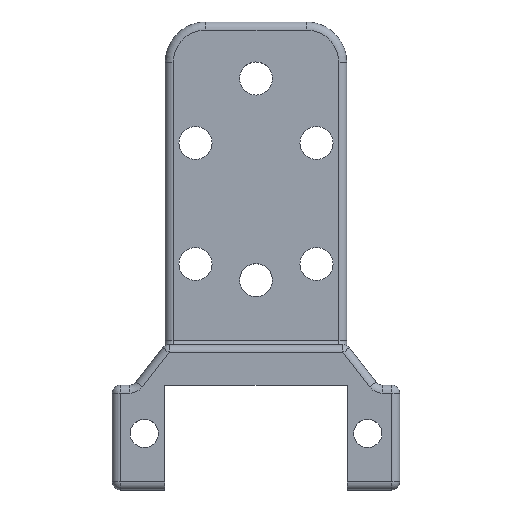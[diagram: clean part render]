
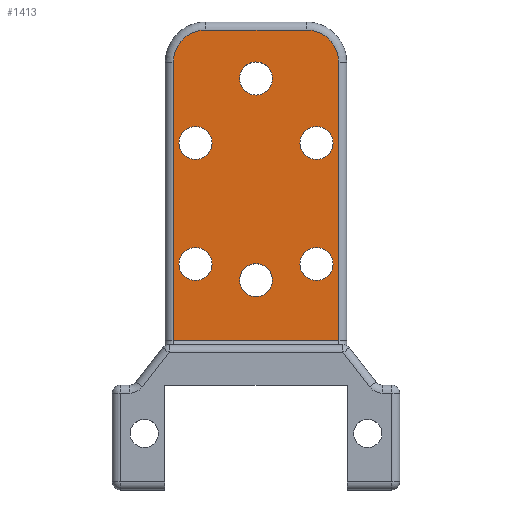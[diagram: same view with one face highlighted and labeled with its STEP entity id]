
A CAD part, top view. The second image highlights one B-rep face of the part: STEP entity #1413.
In plain terms, the highlighted planar face has unit normal (0, 0, 1).
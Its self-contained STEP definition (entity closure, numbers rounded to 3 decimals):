
#23=FACE_BOUND('',#255,.T.);
#24=FACE_BOUND('',#256,.T.);
#25=FACE_BOUND('',#257,.T.);
#26=FACE_BOUND('',#258,.T.);
#27=FACE_BOUND('',#259,.T.);
#28=FACE_BOUND('',#260,.T.);
#48=PLANE('',#1602);
#167=FACE_OUTER_BOUND('',#254,.T.);
#254=EDGE_LOOP('',(#1196,#1197,#1198,#1199,#1200,#1201));
#255=EDGE_LOOP('',(#1202));
#256=EDGE_LOOP('',(#1203));
#257=EDGE_LOOP('',(#1204));
#258=EDGE_LOOP('',(#1205));
#259=EDGE_LOOP('',(#1206));
#260=EDGE_LOOP('',(#1207));
#350=LINE('',#2635,#439);
#352=LINE('',#2647,#441);
#354=LINE('',#2659,#443);
#355=LINE('',#2664,#444);
#439=VECTOR('',#1965,10.);
#441=VECTOR('',#1979,10.);
#443=VECTOR('',#1993,10.);
#444=VECTOR('',#2002,10.);
#461=CIRCLE('',#1452,2.05);
#463=CIRCLE('',#1455,2.05);
#465=CIRCLE('',#1458,2.05);
#467=CIRCLE('',#1461,2.05);
#542=CIRCLE('',#1590,4.);
#546=CIRCLE('',#1596,4.);
#550=CIRCLE('',#1603,2.05);
#551=CIRCLE('',#1604,2.05);
#557=VERTEX_POINT('',#2063);
#559=VERTEX_POINT('',#2069);
#561=VERTEX_POINT('',#2075);
#563=VERTEX_POINT('',#2081);
#658=VERTEX_POINT('',#2625);
#660=VERTEX_POINT('',#2631);
#662=VERTEX_POINT('',#2637);
#664=VERTEX_POINT('',#2643);
#666=VERTEX_POINT('',#2649);
#668=VERTEX_POINT('',#2655);
#670=VERTEX_POINT('',#2665);
#671=VERTEX_POINT('',#2667);
#681=EDGE_CURVE('',#557,#557,#461,.T.);
#684=EDGE_CURVE('',#559,#559,#463,.T.);
#687=EDGE_CURVE('',#561,#561,#465,.T.);
#690=EDGE_CURVE('',#563,#563,#467,.T.);
#849=EDGE_CURVE('',#658,#660,#350,.T.);
#852=EDGE_CURVE('',#660,#662,#542,.T.);
#855=EDGE_CURVE('',#662,#664,#352,.T.);
#858=EDGE_CURVE('',#664,#666,#546,.T.);
#861=EDGE_CURVE('',#666,#668,#354,.T.);
#864=EDGE_CURVE('',#668,#658,#355,.T.);
#865=EDGE_CURVE('',#670,#670,#550,.T.);
#866=EDGE_CURVE('',#671,#671,#551,.T.);
#1196=ORIENTED_EDGE('',*,*,#861,.F.);
#1197=ORIENTED_EDGE('',*,*,#858,.F.);
#1198=ORIENTED_EDGE('',*,*,#855,.F.);
#1199=ORIENTED_EDGE('',*,*,#852,.F.);
#1200=ORIENTED_EDGE('',*,*,#849,.F.);
#1201=ORIENTED_EDGE('',*,*,#864,.F.);
#1202=ORIENTED_EDGE('',*,*,#681,.T.);
#1203=ORIENTED_EDGE('',*,*,#684,.T.);
#1204=ORIENTED_EDGE('',*,*,#687,.T.);
#1205=ORIENTED_EDGE('',*,*,#690,.T.);
#1206=ORIENTED_EDGE('',*,*,#865,.T.);
#1207=ORIENTED_EDGE('',*,*,#866,.T.);
#1413=ADVANCED_FACE('',(#167,#23,#24,#25,#26,#27,#28),#48,.T.);
#1452=AXIS2_PLACEMENT_3D('',#2064,#1628,#1629);
#1455=AXIS2_PLACEMENT_3D('',#2070,#1635,#1636);
#1458=AXIS2_PLACEMENT_3D('',#2076,#1642,#1643);
#1461=AXIS2_PLACEMENT_3D('',#2082,#1649,#1650);
#1590=AXIS2_PLACEMENT_3D('',#2641,#1972,#1973);
#1596=AXIS2_PLACEMENT_3D('',#2653,#1986,#1987);
#1602=AXIS2_PLACEMENT_3D('',#2663,#2000,#2001);
#1603=AXIS2_PLACEMENT_3D('',#2666,#2003,#2004);
#1604=AXIS2_PLACEMENT_3D('',#2668,#2005,#2006);
#1628=DIRECTION('center_axis',(0.,0.,-1.));
#1629=DIRECTION('ref_axis',(1.,0.,0.));
#1635=DIRECTION('center_axis',(0.,0.,-1.));
#1636=DIRECTION('ref_axis',(1.,0.,0.));
#1642=DIRECTION('center_axis',(0.,0.,-1.));
#1643=DIRECTION('ref_axis',(1.,0.,0.));
#1649=DIRECTION('center_axis',(0.,0.,-1.));
#1650=DIRECTION('ref_axis',(1.,0.,0.));
#1965=DIRECTION('',(0.,1.,0.));
#1972=DIRECTION('center_axis',(0.,0.,-1.));
#1973=DIRECTION('ref_axis',(-0.707,0.707,0.));
#1979=DIRECTION('',(1.,0.,0.));
#1986=DIRECTION('center_axis',(0.,0.,-1.));
#1987=DIRECTION('ref_axis',(0.707,0.707,0.));
#1993=DIRECTION('',(0.,-1.,0.));
#2000=DIRECTION('center_axis',(0.,0.,1.));
#2001=DIRECTION('ref_axis',(1.,0.,0.));
#2002=DIRECTION('',(-1.,0.,0.));
#2003=DIRECTION('center_axis',(0.,0.,-1.));
#2004=DIRECTION('ref_axis',(1.,0.,0.));
#2005=DIRECTION('center_axis',(0.,0.,-1.));
#2006=DIRECTION('ref_axis',(1.,0.,0.));
#2063=CARTESIAN_POINT('',(-9.55,7.5,4.));
#2064=CARTESIAN_POINT('Origin',(-7.5,7.5,4.));
#2069=CARTESIAN_POINT('',(-9.55,-7.5,4.));
#2070=CARTESIAN_POINT('Origin',(-7.5,-7.5,4.));
#2075=CARTESIAN_POINT('',(5.45,7.5,4.));
#2076=CARTESIAN_POINT('Origin',(7.5,7.5,4.));
#2081=CARTESIAN_POINT('',(5.45,-7.5,4.));
#2082=CARTESIAN_POINT('Origin',(7.5,-7.5,4.));
#2625=CARTESIAN_POINT('',(-10.25,-17.,4.));
#2631=CARTESIAN_POINT('',(-10.25,17.5,4.));
#2635=CARTESIAN_POINT('',(-10.25,11.25,4.));
#2637=CARTESIAN_POINT('',(-6.25,21.5,4.));
#2641=CARTESIAN_POINT('Origin',(-6.25,17.5,4.));
#2643=CARTESIAN_POINT('',(6.25,21.5,4.));
#2647=CARTESIAN_POINT('',(5.625,21.5,4.));
#2649=CARTESIAN_POINT('',(10.25,17.5,4.));
#2653=CARTESIAN_POINT('Origin',(6.25,17.5,4.));
#2655=CARTESIAN_POINT('',(10.25,-17.,4.));
#2659=CARTESIAN_POINT('',(10.25,-11.25,4.));
#2663=CARTESIAN_POINT('Origin',(0.,0.,4.));
#2664=CARTESIAN_POINT('',(5.625,-17.,4.));
#2665=CARTESIAN_POINT('',(-2.05,-9.5,4.));
#2666=CARTESIAN_POINT('Origin',(0.,-9.5,
4.));
#2667=CARTESIAN_POINT('',(-2.05,15.5,4.));
#2668=CARTESIAN_POINT('Origin',(0.,15.5,4.));
